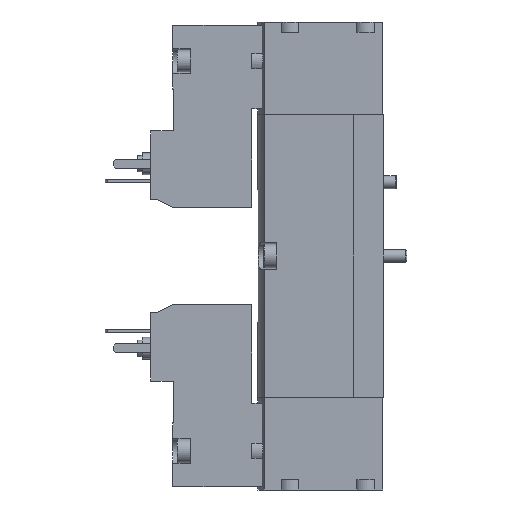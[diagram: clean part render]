
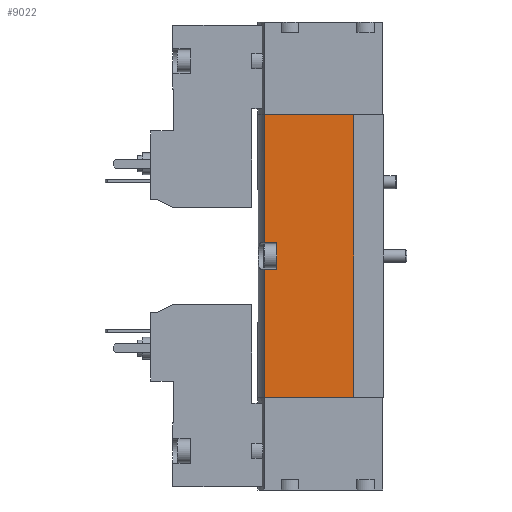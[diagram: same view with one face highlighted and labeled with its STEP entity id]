
A CAD part, left-side view. The second image highlights one B-rep face of the part: STEP entity #9022.
In plain terms, the highlighted planar face has unit normal (-1, 0, 0).
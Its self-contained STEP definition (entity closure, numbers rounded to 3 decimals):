
#891=ORIENTED_EDGE('',*,*,#2727,.T.);
#892=ORIENTED_EDGE('',*,*,#2737,.T.);
#893=ORIENTED_EDGE('',*,*,#2738,.F.);
#894=ORIENTED_EDGE('',*,*,#2739,.F.);
#895=ORIENTED_EDGE('',*,*,#2731,.T.);
#896=ORIENTED_EDGE('',*,*,#2740,.F.);
#897=ORIENTED_EDGE('',*,*,#2741,.F.);
#898=ORIENTED_EDGE('',*,*,#2742,.F.);
#899=ORIENTED_EDGE('',*,*,#2743,.F.);
#2727=EDGE_CURVE('',#3635,#3634,#4174,.T.);
#2731=EDGE_CURVE('',#3639,#3638,#4175,.T.);
#2737=EDGE_CURVE('',#3634,#3644,#4177,.T.);
#2738=EDGE_CURVE('',#3645,#3644,#4178,.T.);
#2739=EDGE_CURVE('',#3639,#3645,#4179,.T.);
#2740=EDGE_CURVE('',#3646,#3638,#4180,.T.);
#2741=EDGE_CURVE('',#3647,#3646,#4181,.T.);
#2742=EDGE_CURVE('',#3648,#3647,#4182,.T.);
#2743=EDGE_CURVE('',#3635,#3648,#4183,.T.);
#3634=VERTEX_POINT('',#12759);
#3635=VERTEX_POINT('',#12761);
#3638=VERTEX_POINT('',#12773);
#3639=VERTEX_POINT('',#12775);
#3644=VERTEX_POINT('',#12793);
#3645=VERTEX_POINT('',#12795);
#3646=VERTEX_POINT('',#12798);
#3647=VERTEX_POINT('',#12800);
#3648=VERTEX_POINT('',#12802);
#4174=LINE('',#12760,#4784);
#4175=LINE('',#12774,#4785);
#4177=LINE('',#12792,#4787);
#4178=LINE('',#12794,#4788);
#4179=LINE('',#12796,#4789);
#4180=LINE('',#12797,#4790);
#4181=LINE('',#12799,#4791);
#4182=LINE('',#12801,#4792);
#4183=LINE('',#12803,#4793);
#4784=VECTOR('',#10592,1000.);
#4785=VECTOR('',#10597,1000.);
#4787=VECTOR('',#10607,1000.);
#4788=VECTOR('',#10608,1000.);
#4789=VECTOR('',#10609,1000.);
#4790=VECTOR('',#10610,1000.);
#4791=VECTOR('',#10611,1000.);
#4792=VECTOR('',#10612,1000.);
#4793=VECTOR('',#10613,1000.);
#5236=EDGE_LOOP('',(#891,#892,#893,#894,#895,#896,#897,#898,#899));
#5692=FACE_BOUND('',#5236,.T.);
#6125=PLANE('',#9540);
#9022=ADVANCED_FACE('',(#5692),#6125,.F.);
#9540=AXIS2_PLACEMENT_3D('',#12791,#10605,#10606);
#10592=DIRECTION('',(0.,0.,-1.));
#10597=DIRECTION('',(0.,0.,-1.));
#10605=DIRECTION('',(1.,0.,0.));
#10606=DIRECTION('',(0.,0.,-1.));
#10607=DIRECTION('',(0.,-1.,0.));
#10608=DIRECTION('',(0.,0.,-1.));
#10609=DIRECTION('',(0.,-1.,0.));
#10610=DIRECTION('',(0.,1.,0.));
#10611=DIRECTION('',(0.,0.,1.));
#10612=DIRECTION('',(0.,0.,1.));
#10613=DIRECTION('',(0.,-1.,0.));
#12759=CARTESIAN_POINT('',(-9.,27.456,-32.5));
#12760=CARTESIAN_POINT('',(-9.,27.456,32.5));
#12761=CARTESIAN_POINT('',(-9.,27.456,-3.));
#12773=CARTESIAN_POINT('',(-9.,27.456,3.));
#12774=CARTESIAN_POINT('',(-9.,27.456,32.5));
#12775=CARTESIAN_POINT('',(-9.,27.456,32.5));
#12791=CARTESIAN_POINT('',(-9.,27.456,32.5));
#12792=CARTESIAN_POINT('',(-9.,27.456,-32.5));
#12793=CARTESIAN_POINT('',(-9.,6.85,-32.5));
#12794=CARTESIAN_POINT('',(-9.,6.85,32.5));
#12795=CARTESIAN_POINT('',(-9.,6.85,32.5));
#12796=CARTESIAN_POINT('',(-9.,27.456,32.5));
#12797=CARTESIAN_POINT('',(-9.,27.456,3.));
#12798=CARTESIAN_POINT('',(-9.,24.6,3.));
#12799=CARTESIAN_POINT('',(-9.,24.6,32.5));
#12800=CARTESIAN_POINT('',(-9.,24.6,0.));
#12801=CARTESIAN_POINT('',(-9.,24.6,32.5));
#12802=CARTESIAN_POINT('',(-9.,24.6,-3.));
#12803=CARTESIAN_POINT('',(-9.,27.456,-3.));
